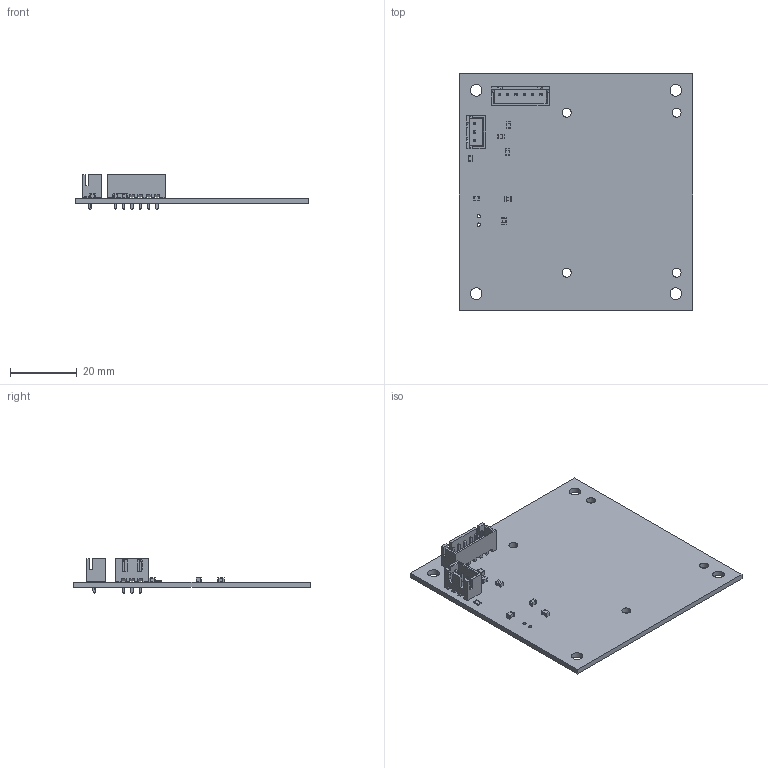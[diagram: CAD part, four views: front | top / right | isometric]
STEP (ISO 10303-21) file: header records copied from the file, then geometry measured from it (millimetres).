
FILE_DESCRIPTION(('KiCad electronic assembly'),'2;1');
FILE_NAME('IO:Sensor Board.step','2025-02-09T21:44:01',('Pcbnew'),( 'Kicad'),'Open CASCADE STEP processor 7.7','KiCad to STEP converter' ,'Unknown');
FILE_SCHEMA(('AUTOMOTIVE_DESIGN { 1 0 10303 214 1 1 1 1 }'));
Length unit declared in the file: millimetre
Products named in the file (10): IO:Sensor Board 1; JST_XH_B3B-XH-A_1x03_P2.50mm_Vertical; JST_B3B_XH_A; C_0805_2012Metric; R_0805_2012Metric; JST_XH_B6B-XH-A_1x06_P2.50mm_Vertical; JST_B6B_XH_A; IO:Sensor Board_PCB
Assembly tree (14 placements, depth 3):
  IO:Sensor Board 1
    JST_XH_B3B-XH-A_1x03_P2.50mm_Vertical
      JST_B3B_XH_A
    C_0805_2012Metric  x6
      C_0805_2012Metric
    R_0805_2012Metric
      R_0805_2012Metric
    JST_XH_B6B-XH-A_1x06_P2.50mm_Vertical
      JST_B6B_XH_A
    IO:Sensor Board_PCB
Bounding box: 70 x 71 x 10.4 mm (x, y, z)
Volume: 8400.6 mm3; surface area: 11899.9 mm2
Topology: 10 solids, 10 shells, 525 faces, 1361 edges, 886 vertices
Faces by surface type: plane 418, cylinder 107
Full cylindrical faces by diameter (mm): 0.95 x9, 0.991 x2, 2.7 x4, 3.5 x4
Entity records: 14356 total; most frequent: CARTESIAN_POINT 2047, ORIENTED_EDGE 2002, DIRECTION 1895, EDGE_CURVE 1001, LINE 907, VECTOR 907, VERTEX_POINT 646, AXIS2_PLACEMENT_3D 494
